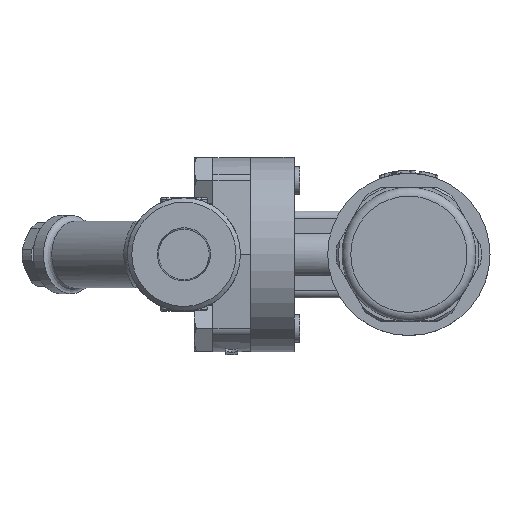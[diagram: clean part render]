
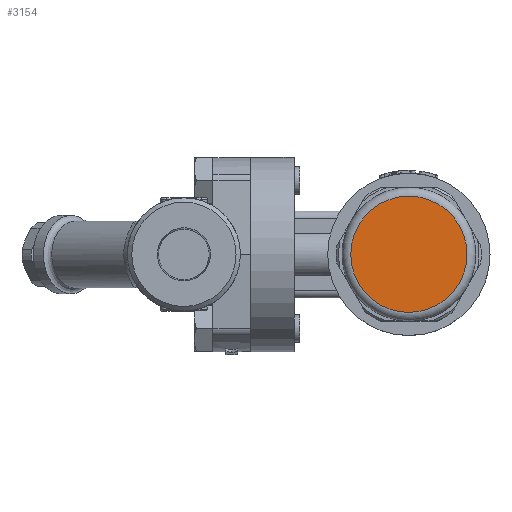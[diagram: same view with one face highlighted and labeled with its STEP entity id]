
A CAD part, top view. The second image highlights one B-rep face of the part: STEP entity #3154.
In plain terms, the highlighted planar face has unit normal (0, 0, 1).
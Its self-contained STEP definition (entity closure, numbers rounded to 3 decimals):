
#3131=CARTESIAN_POINT('',(97.665,0.0,56.501));
#3132=VERTEX_POINT('',#3131);
#3133=CARTESIAN_POINT('',(77.615,0.0,56.501));
#3134=DIRECTION('',(0.0,0.0,1.0));
#3135=DIRECTION('',(1.0,0.0,0.0));
#3136=AXIS2_PLACEMENT_3D('',#3133,#3134,#3135);
#3137=CIRCLE('',#3136,20.05);
#3138=EDGE_CURVE('',#3132,#3132,#3137,.T.);
#3146=CARTESIAN_POINT('',(87.64,0.0,56.501));
#3147=DIRECTION('',(0.0,0.0,1.0));
#3148=DIRECTION('',(1.0,0.0,0.0));
#3149=AXIS2_PLACEMENT_3D('',#3146,#3147,#3148);
#3150=PLANE('',#3149);
#3151=ORIENTED_EDGE('',*,*,#3138,.T.);
#3152=EDGE_LOOP('',(#3151));
#3153=FACE_OUTER_BOUND('',#3152,.T.);
#3154=ADVANCED_FACE('',(#3153),#3150,.T.);
